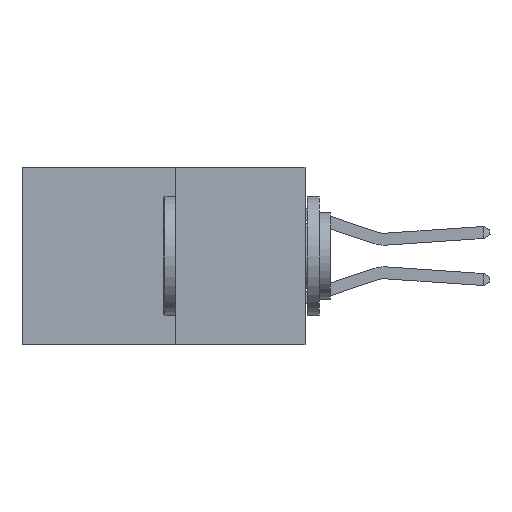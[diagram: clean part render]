
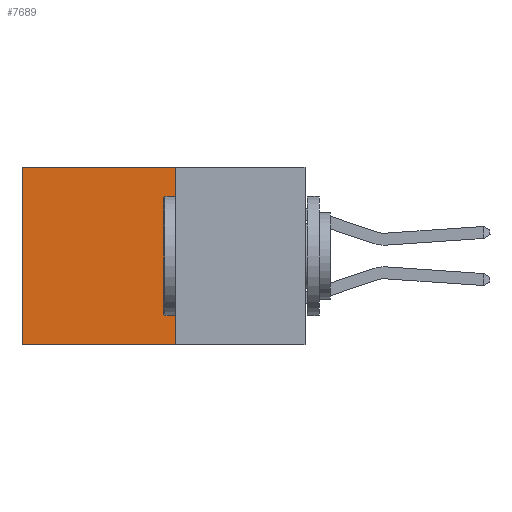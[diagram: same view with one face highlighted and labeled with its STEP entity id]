
A CAD part, left-side view. The second image highlights one B-rep face of the part: STEP entity #7689.
In plain terms, the highlighted planar face has unit normal (-1, 0, 0).
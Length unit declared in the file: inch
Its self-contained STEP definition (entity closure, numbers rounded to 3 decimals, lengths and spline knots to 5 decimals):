
#235 = LINE ( 'NONE', #3938, #8841 ) ;
#378 = CARTESIAN_POINT ( 'NONE',  ( 0.277, 0.27, -0.37 ) ) ;
#618 = EDGE_CURVE ( 'NONE', #916, #1948, #2556, .T. ) ;
#916 = VERTEX_POINT ( 'NONE', #8575 ) ;
#1689 = DIRECTION ( 'NONE',  ( 0., 0., -1. ) ) ;
#1948 = VERTEX_POINT ( 'NONE', #19765 ) ;
#2426 = LINE ( 'NONE', #10531, #19229 ) ;
#2556 = LINE ( 'NONE', #378, #9113 ) ;
#3938 = CARTESIAN_POINT ( 'NONE',  ( 0.277, 0.59, -0.37 ) ) ;
#4878 = EDGE_LOOP ( 'NONE', ( #8363, #12884, #16799, #8165 ) ) ;
#6309 = LINE ( 'NONE', #11340, #11127 ) ;
#7689 = ADVANCED_FACE ( 'NONE', ( #11641 ), #10509, .F. ) ;
#8165 = ORIENTED_EDGE ( 'NONE', *, *, #17862, .T. ) ;
#8363 = ORIENTED_EDGE ( 'NONE', *, *, #15517, .T. ) ;
#8575 = CARTESIAN_POINT ( 'NONE',  ( 0.277, 0.27, -0.37 ) ) ;
#8841 = VECTOR ( 'NONE', #15153, 39.37008 ) ;
#9113 = VECTOR ( 'NONE', #19109, 39.37008 ) ;
#9336 = CARTESIAN_POINT ( 'NONE',  ( 0.277, 0.59, 0. ) ) ;
#9995 = AXIS2_PLACEMENT_3D ( 'NONE', #10613, #10587, #10559 ) ;
#10509 = PLANE ( 'NONE',  #9995 ) ;
#10531 = CARTESIAN_POINT ( 'NONE',  ( 0.277, 0.27, 0. ) ) ;
#10559 = DIRECTION ( 'NONE',  ( 0., 0., -1. ) ) ;
#10587 = DIRECTION ( 'NONE',  ( 1., 0., 0. ) ) ;
#10613 = CARTESIAN_POINT ( 'NONE',  ( 0.277, 0.27, -0.37 ) ) ;
#11127 = VECTOR ( 'NONE', #1689, 39.37008 ) ;
#11340 = CARTESIAN_POINT ( 'NONE',  ( 0.277, 0.27, -0.37 ) ) ;
#11641 = FACE_OUTER_BOUND ( 'NONE', #4878, .T. ) ;
#12149 = DIRECTION ( 'NONE',  ( 0., 1., 0. ) ) ;
#12884 = ORIENTED_EDGE ( 'NONE', *, *, #618, .F. ) ;
#15153 = DIRECTION ( 'NONE',  ( 0., 0., -1. ) ) ;
#15196 = EDGE_CURVE ( 'NONE', #15957, #916, #6309, .T. ) ;
#15517 = EDGE_CURVE ( 'NONE', #16114, #1948, #235, .T. ) ;
#15957 = VERTEX_POINT ( 'NONE', #19804 ) ;
#16114 = VERTEX_POINT ( 'NONE', #9336 ) ;
#16799 = ORIENTED_EDGE ( 'NONE', *, *, #15196, .F. ) ;
#17862 = EDGE_CURVE ( 'NONE', #15957, #16114, #2426, .T. ) ;
#19109 = DIRECTION ( 'NONE',  ( 0., 1., 0. ) ) ;
#19229 = VECTOR ( 'NONE', #12149, 39.37008 ) ;
#19765 = CARTESIAN_POINT ( 'NONE',  ( 0.277, 0.59, -0.37 ) ) ;
#19804 = CARTESIAN_POINT ( 'NONE',  ( 0.277, 0.27, 0. ) ) ;
